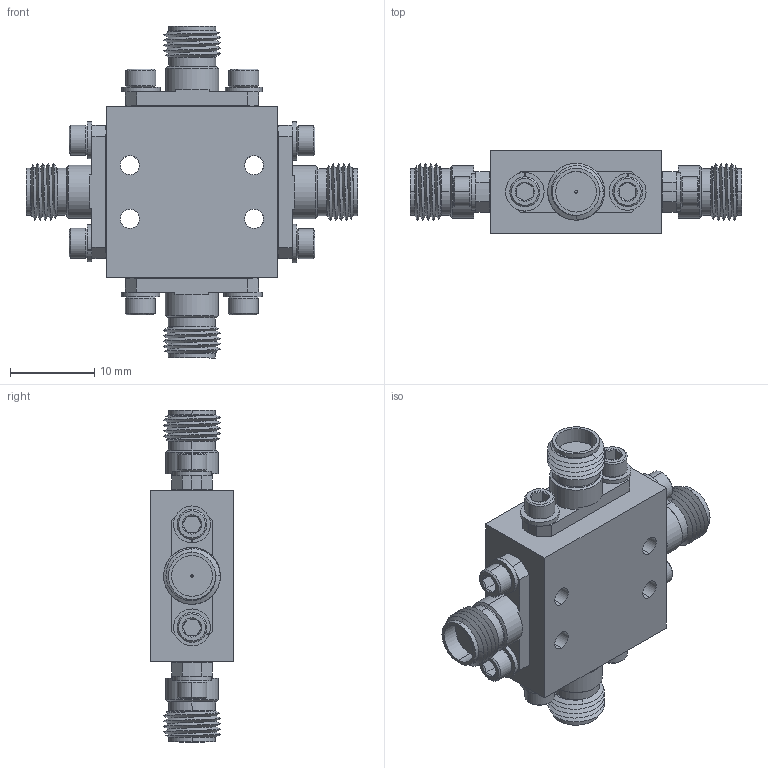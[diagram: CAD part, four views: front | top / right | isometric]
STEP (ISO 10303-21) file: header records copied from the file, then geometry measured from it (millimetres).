
FILE_DESCRIPTION (( 'STEP AP203' ), '1' );
FILE_NAME ('SFQ-30340313-KFKFSF-N1-M.STEP', '2018-09-22T00:56:49', ( '' ), ( '' ), 'SwSTEP 2.0', 'SolidWorks 2016', '' );
FILE_SCHEMA (( 'CONFIG_CONTROL_DESIGN' ));
Length unit declared in the file: inch
Products named in the file (1): SFQ-30340313-KFKFSF-N1-M
Bounding box: 39.37 x 9.91 x 39.37 mm (x, y, z)
Surface area: 4342 mm2 (no closed solid volume)
Topology: 0 solids, 22 shells, 372 faces, 896 edges, 560 vertices
Faces by surface type: plane 152, cone 112, cylinder 92, torus 8, bspline 8
Entity records: 13158 total; most frequent: CARTESIAN_POINT 4461, DIRECTION 1882, ORIENTED_EDGE 1636, EDGE_CURVE 896, AXIS2_PLACEMENT_3D 717, VERTEX_POINT 560, LINE 448, VECTOR 448
